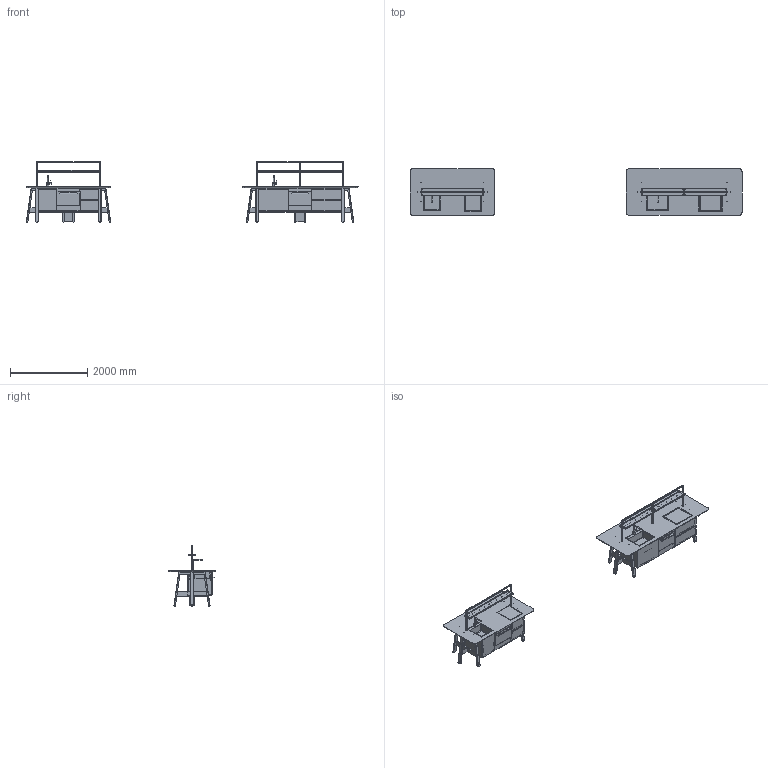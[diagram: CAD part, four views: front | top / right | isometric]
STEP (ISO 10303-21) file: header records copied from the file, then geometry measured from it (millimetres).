
FILE_DESCRIPTION(/* description */ (''),/* implementation_level */ '2;1');
FILE_NAME(/* name */ 'Apex-Kitchen_3D',/* time_stamp */ '2025-09-04T10:22:35+02:00',/* author */ (''),/* organization */ (''),/* preprocessor_version */ 'ST-DEVELOPER v16.5',/* originating_system */ '',/* authorisation */ '');
FILE_SCHEMA (('CONFIG_CONTROL_DESIGN'));
Products named in the file (2): Document; Gamba kitchen
Assembly tree (2 placements, depth 2):
  Document
    Gamba kitchen  x2
Bounding box: 8600 x 1200 x 1555 mm (x, y, z)
Volume: 745152884.3 mm3; surface area: 61468416.5 mm2
Topology: 155 solids, 159 shells, 2986 faces, 7398 edges, 4782 vertices
Faces by surface type: plane 1672, cylinder 998, bspline 316
Entity records: 77882 total; most frequent: CARTESIAN_POINT 30929, ORIENTED_EDGE 14110, EDGE_CURVE 7079, VERTEX_POINT 4592, B_SPLINE_CURVE_WITH_KNOTS 3727, EDGE_LOOP 3203, ADVANCED_FACE 2849, FACE_OUTER_BOUND 2849
